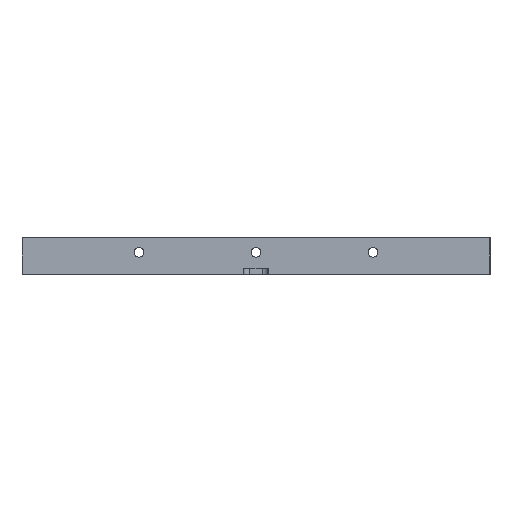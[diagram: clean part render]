
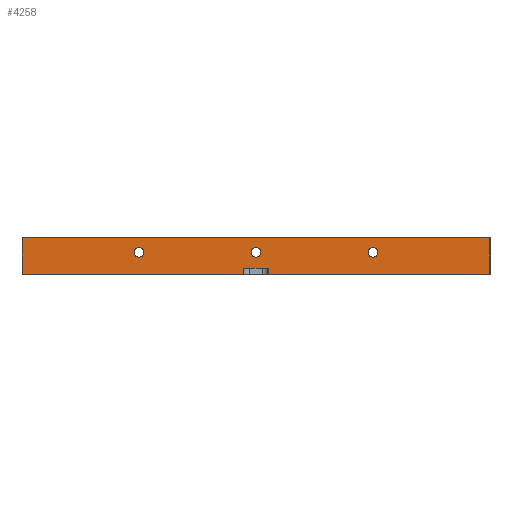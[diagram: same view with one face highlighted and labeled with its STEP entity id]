
A CAD part, left-side view. The second image highlights one B-rep face of the part: STEP entity #4258.
In plain terms, the highlighted planar face has unit normal (-1, 0, 0).
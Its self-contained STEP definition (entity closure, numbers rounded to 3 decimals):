
#60 = VERTEX_POINT ( 'NONE', #3109 ) ;
#175 = DIRECTION ( 'NONE',  ( 0., 1., 0. ) ) ;
#266 = VECTOR ( 'NONE', #7971, 1000. ) ;
#300 = EDGE_LOOP ( 'NONE', ( #10745, #1024 ) ) ;
#311 = ORIENTED_EDGE ( 'NONE', *, *, #354, .T. ) ;
#328 = AXIS2_PLACEMENT_3D ( 'NONE', #11626, #6817, #4461 ) ;
#354 = EDGE_CURVE ( 'NONE', #8664, #1699, #4916, .T. ) ;
#397 = DIRECTION ( 'NONE',  ( 0., 0., -1. ) ) ;
#485 = CARTESIAN_POINT ( 'NONE',  ( 0., 0., 30. ) ) ;
#599 = CARTESIAN_POINT ( 'NONE',  ( 0., 288., 22. ) ) ;
#612 = CARTESIAN_POINT ( 'NONE',  ( 0., 192., 22. ) ) ;
#673 = ORIENTED_EDGE ( 'NONE', *, *, #8186, .F. ) ;
#905 = CARTESIAN_POINT ( 'NONE',  ( 0., 182., 0. ) ) ;
#1024 = ORIENTED_EDGE ( 'NONE', *, *, #14249, .T. ) ;
#1179 = CIRCLE ( 'NONE', #13438, 4. ) ;
#1249 = DIRECTION ( 'NONE',  ( 1., 0., 0. ) ) ;
#1257 = DIRECTION ( 'NONE',  ( 0., 0., -1. ) ) ;
#1414 = PLANE ( 'NONE',  #7169 ) ;
#1625 = CARTESIAN_POINT ( 'NONE',  ( 0., 96., 22. ) ) ;
#1673 = CARTESIAN_POINT ( 'NONE',  ( 0., 0., 30. ) ) ;
#1699 = VERTEX_POINT ( 'NONE', #1625 ) ;
#1827 = CIRCLE ( 'NONE', #10475, 4. ) ;
#2250 = VECTOR ( 'NONE', #175, 1000. ) ;
#2276 = CIRCLE ( 'NONE', #13046, 4. ) ;
#2315 = EDGE_LOOP ( 'NONE', ( #673, #4165, #12519, #11191, #9105, #7061, #5871, #3309 ) ) ;
#2361 = LINE ( 'NONE', #3960, #4174 ) ;
#2697 = FACE_BOUND ( 'NONE', #13105, .T. ) ;
#2727 = LINE ( 'NONE', #11329, #14047 ) ;
#3032 = DIRECTION ( 'NONE',  ( 1., 0., 0. ) ) ;
#3109 = CARTESIAN_POINT ( 'NONE',  ( 0., 182., 5. ) ) ;
#3291 = EDGE_CURVE ( 'NONE', #3345, #4388, #2727, .T. ) ;
#3309 = ORIENTED_EDGE ( 'NONE', *, *, #9934, .F. ) ;
#3324 = CARTESIAN_POINT ( 'NONE',  ( 0., 182., 5. ) ) ;
#3340 = LINE ( 'NONE', #3324, #266 ) ;
#3345 = VERTEX_POINT ( 'NONE', #905 ) ;
#3461 = DIRECTION ( 'NONE',  ( 0., -1., 0. ) ) ;
#3465 = CARTESIAN_POINT ( 'NONE',  ( 0., 192., 18. ) ) ;
#3727 = DIRECTION ( 'NONE',  ( 1., 0., 0. ) ) ;
#3811 = CARTESIAN_POINT ( 'NONE',  ( 0., 0., 30. ) ) ;
#3960 = CARTESIAN_POINT ( 'NONE',  ( 0., 0., 30. ) ) ;
#4027 = VECTOR ( 'NONE', #14174, 1000. ) ;
#4064 = DIRECTION ( 'NONE',  ( 0., -1., 0. ) ) ;
#4165 = ORIENTED_EDGE ( 'NONE', *, *, #11709, .T. ) ;
#4174 = VECTOR ( 'NONE', #14336, 1000. ) ;
#4258 = ADVANCED_FACE ( 'NONE', ( #9652, #2697, #5431, #12220 ), #1414, .F. ) ;
#4272 = VECTOR ( 'NONE', #4064, 1000. ) ;
#4388 = VERTEX_POINT ( 'NONE', #12004 ) ;
#4461 = DIRECTION ( 'NONE',  ( 0., 0., -1. ) ) ;
#4733 = DIRECTION ( 'NONE',  ( 0., 0., -1. ) ) ;
#4804 = VERTEX_POINT ( 'NONE', #10723 ) ;
#4916 = CIRCLE ( 'NONE', #10453, 4. ) ;
#4934 = EDGE_CURVE ( 'NONE', #7831, #4804, #14903, .T. ) ;
#4989 = EDGE_CURVE ( 'NONE', #14928, #7850, #7981, .T. ) ;
#5351 = DIRECTION ( 'NONE',  ( 0., 0., -1. ) ) ;
#5389 = AXIS2_PLACEMENT_3D ( 'NONE', #12871, #1249, #4733 ) ;
#5431 = FACE_BOUND ( 'NONE', #300, .T. ) ;
#5761 = CARTESIAN_POINT ( 'NONE',  ( 0., 96., 18. ) ) ;
#5819 = CARTESIAN_POINT ( 'NONE',  ( 0., 0., 0. ) ) ;
#5871 = ORIENTED_EDGE ( 'NONE', *, *, #9537, .T. ) ;
#6817 = DIRECTION ( 'NONE',  ( 1., 0., 0. ) ) ;
#6871 = CARTESIAN_POINT ( 'NONE',  ( 0., 192., 18. ) ) ;
#6891 = EDGE_CURVE ( 'NONE', #7831, #11596, #14324, .T. ) ;
#7061 = ORIENTED_EDGE ( 'NONE', *, *, #4934, .T. ) ;
#7169 = AXIS2_PLACEMENT_3D ( 'NONE', #3811, #3727, #11917 ) ;
#7183 = EDGE_CURVE ( 'NONE', #1699, #8664, #2276, .T. ) ;
#7237 = VERTEX_POINT ( 'NONE', #8154 ) ;
#7690 = ORIENTED_EDGE ( 'NONE', *, *, #12572, .T. ) ;
#7831 = VERTEX_POINT ( 'NONE', #13225 ) ;
#7848 = DIRECTION ( 'NONE',  ( 1., 0., 0. ) ) ;
#7850 = VERTEX_POINT ( 'NONE', #599 ) ;
#7913 = LINE ( 'NONE', #14084, #2250 ) ;
#7941 = CARTESIAN_POINT ( 'NONE',  ( 0., 96., 14. ) ) ;
#7949 = DIRECTION ( 'NONE',  ( 1., 0., 0. ) ) ;
#7971 = DIRECTION ( 'NONE',  ( 0., 0., -1. ) ) ;
#7981 = CIRCLE ( 'NONE', #5389, 4. ) ;
#8154 = CARTESIAN_POINT ( 'NONE',  ( 0., 192., 14. ) ) ;
#8159 = EDGE_CURVE ( 'NONE', #7237, #8998, #1179, .T. ) ;
#8186 = EDGE_CURVE ( 'NONE', #60, #8852, #7913, .T. ) ;
#8664 = VERTEX_POINT ( 'NONE', #7941 ) ;
#8836 = CARTESIAN_POINT ( 'NONE',  ( 0., 384., 30. ) ) ;
#8852 = VERTEX_POINT ( 'NONE', #14360 ) ;
#8880 = ORIENTED_EDGE ( 'NONE', *, *, #4989, .T. ) ;
#8998 = VERTEX_POINT ( 'NONE', #612 ) ;
#9105 = ORIENTED_EDGE ( 'NONE', *, *, #6891, .F. ) ;
#9191 = VECTOR ( 'NONE', #3461, 1000. ) ;
#9371 = LINE ( 'NONE', #5819, #9191 ) ;
#9432 = CARTESIAN_POINT ( 'NONE',  ( 0., 202., 5. ) ) ;
#9537 = EDGE_CURVE ( 'NONE', #4804, #10451, #9371, .T. ) ;
#9652 = FACE_BOUND ( 'NONE', #14147, .T. ) ;
#9934 = EDGE_CURVE ( 'NONE', #8852, #10451, #14102, .T. ) ;
#10016 = CARTESIAN_POINT ( 'NONE',  ( 0., 96., 18. ) ) ;
#10061 = DIRECTION ( 'NONE',  ( 0., -1., 0. ) ) ;
#10451 = VERTEX_POINT ( 'NONE', #14205 ) ;
#10453 = AXIS2_PLACEMENT_3D ( 'NONE', #10016, #3032, #12372 ) ;
#10475 = AXIS2_PLACEMENT_3D ( 'NONE', #6871, #7848, #397 ) ;
#10723 = CARTESIAN_POINT ( 'NONE',  ( 0., 384., 0. ) ) ;
#10745 = ORIENTED_EDGE ( 'NONE', *, *, #8159, .T. ) ;
#11191 = ORIENTED_EDGE ( 'NONE', *, *, #14302, .F. ) ;
#11329 = CARTESIAN_POINT ( 'NONE',  ( 0., 0., 0. ) ) ;
#11596 = VERTEX_POINT ( 'NONE', #1673 ) ;
#11626 = CARTESIAN_POINT ( 'NONE',  ( 0., 288., 18. ) ) ;
#11698 = DIRECTION ( 'NONE',  ( 1., 0., 0. ) ) ;
#11709 = EDGE_CURVE ( 'NONE', #60, #3345, #3340, .T. ) ;
#11917 = DIRECTION ( 'NONE',  ( 0., 0., -1. ) ) ;
#12004 = CARTESIAN_POINT ( 'NONE',  ( 0., 0., 0. ) ) ;
#12067 = CARTESIAN_POINT ( 'NONE',  ( 0., 288., 14. ) ) ;
#12220 = FACE_OUTER_BOUND ( 'NONE', #2315, .T. ) ;
#12372 = DIRECTION ( 'NONE',  ( 0., 0., -1. ) ) ;
#12519 = ORIENTED_EDGE ( 'NONE', *, *, #3291, .T. ) ;
#12572 = EDGE_CURVE ( 'NONE', #7850, #14928, #13179, .T. ) ;
#12735 = ORIENTED_EDGE ( 'NONE', *, *, #7183, .T. ) ;
#12871 = CARTESIAN_POINT ( 'NONE',  ( 0., 288., 18. ) ) ;
#13046 = AXIS2_PLACEMENT_3D ( 'NONE', #5761, #7949, #13758 ) ;
#13105 = EDGE_LOOP ( 'NONE', ( #8880, #7690 ) ) ;
#13179 = CIRCLE ( 'NONE', #328, 4. ) ;
#13225 = CARTESIAN_POINT ( 'NONE',  ( 0., 384., 30. ) ) ;
#13438 = AXIS2_PLACEMENT_3D ( 'NONE', #3465, #11698, #1257 ) ;
#13758 = DIRECTION ( 'NONE',  ( 0., 0., -1. ) ) ;
#13812 = VECTOR ( 'NONE', #5351, 1000. ) ;
#14047 = VECTOR ( 'NONE', #10061, 1000. ) ;
#14084 = CARTESIAN_POINT ( 'NONE',  ( 0., 202., 5. ) ) ;
#14102 = LINE ( 'NONE', #9432, #4027 ) ;
#14147 = EDGE_LOOP ( 'NONE', ( #311, #12735 ) ) ;
#14174 = DIRECTION ( 'NONE',  ( 0., 0., -1. ) ) ;
#14205 = CARTESIAN_POINT ( 'NONE',  ( 0., 202., 0. ) ) ;
#14249 = EDGE_CURVE ( 'NONE', #8998, #7237, #1827, .T. ) ;
#14302 = EDGE_CURVE ( 'NONE', #11596, #4388, #2361, .T. ) ;
#14324 = LINE ( 'NONE', #485, #4272 ) ;
#14336 = DIRECTION ( 'NONE',  ( 0., 0., -1. ) ) ;
#14360 = CARTESIAN_POINT ( 'NONE',  ( 0., 202., 5. ) ) ;
#14903 = LINE ( 'NONE', #8836, #13812 ) ;
#14928 = VERTEX_POINT ( 'NONE', #12067 ) ;
